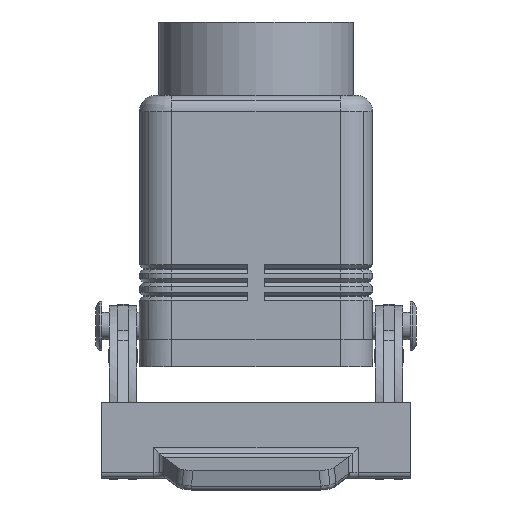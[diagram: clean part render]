
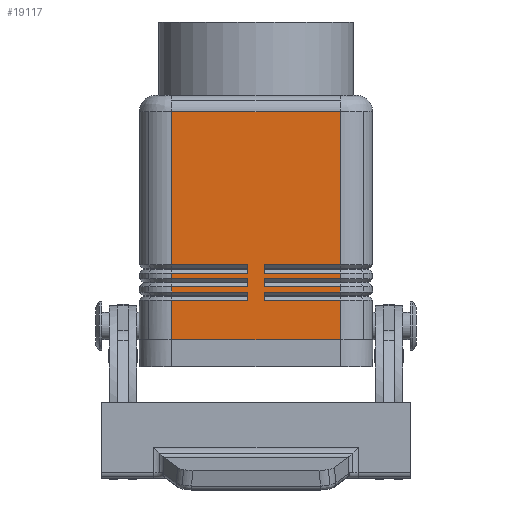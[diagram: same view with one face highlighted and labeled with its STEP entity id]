
A CAD part, left-side view. The second image highlights one B-rep face of the part: STEP entity #19117.
In plain terms, the highlighted planar face has unit normal (-1, 0, 0).
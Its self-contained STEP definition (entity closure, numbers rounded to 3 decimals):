
#1730=CARTESIAN_POINT('',(-46.75,-15.5,12.25));
#1731=VERTEX_POINT('',#1730);
#1958=CARTESIAN_POINT('',(-46.75,-15.5,14.75));
#1959=VERTEX_POINT('',#1958);
#2218=CARTESIAN_POINT('',(-46.75,-15.5,17.25));
#2219=VERTEX_POINT('',#2218);
#2260=CARTESIAN_POINT('',(-46.75,15.5,13.75));
#2261=VERTEX_POINT('',#2260);
#2584=CARTESIAN_POINT('',(-46.75,15.5,16.25));
#2585=VERTEX_POINT('',#2584);
#2768=CARTESIAN_POINT('',(-46.75,15.5,18.75));
#2769=VERTEX_POINT('',#2768);
#9385=CARTESIAN_POINT('',(-46.75,-15.5,5.0));
#9386=VERTEX_POINT('',#9385);
#9394=CARTESIAN_POINT('',(-46.75,15.5,5.0));
#9395=VERTEX_POINT('',#9394);
#9396=CARTESIAN_POINT('',(-46.75,15.5,5.0));
#9397=DIRECTION('',(0.0,-1.0,0.0));
#9398=VECTOR('',#9397,31.);
#9399=LINE('',#9396,#9398);
#9400=EDGE_CURVE('',#9395,#9386,#9399,.T.);
#10377=CARTESIAN_POINT('',(-46.75,15.5,12.25));
#10378=VERTEX_POINT('',#10377);
#10379=CARTESIAN_POINT('',(-46.75,15.5,5.0));
#10380=DIRECTION('',(0.0,0.0,1.0));
#10381=VECTOR('',#10380,7.25);
#10382=LINE('',#10379,#10381);
#10383=EDGE_CURVE('',#9395,#10378,#10382,.T.);
#16749=CARTESIAN_POINT('',(-46.75,-15.5,47.));
#16750=VERTEX_POINT('',#16749);
#16853=CARTESIAN_POINT('',(-46.75,15.5,47.));
#16854=VERTEX_POINT('',#16853);
#16862=CARTESIAN_POINT('',(-46.75,15.5,47.));
#16863=DIRECTION('',(0.0,-1.0,0.0));
#16864=VECTOR('',#16863,31.);
#16865=LINE('',#16862,#16864);
#16866=EDGE_CURVE('',#16854,#16750,#16865,.T.);
#18558=CARTESIAN_POINT('',(-46.75,15.5,17.25));
#18559=VERTEX_POINT('',#18558);
#18566=CARTESIAN_POINT('',(-46.75,1.5,17.25));
#18567=VERTEX_POINT('',#18566);
#18568=CARTESIAN_POINT('',(-46.75,15.5,17.25));
#18569=DIRECTION('',(0.0,-1.0,0.0));
#18570=VECTOR('',#18569,14.);
#18571=LINE('',#18568,#18570);
#18572=EDGE_CURVE('',#18559,#18567,#18571,.T.);
#18796=CARTESIAN_POINT('',(-46.75,1.5,18.75));
#18797=VERTEX_POINT('',#18796);
#18804=CARTESIAN_POINT('',(-46.75,1.5,18.75));
#18805=DIRECTION('',(0.0,1.0,0.0));
#18806=VECTOR('',#18805,14.);
#18807=LINE('',#18804,#18806);
#18808=EDGE_CURVE('',#18797,#2769,#18807,.T.);
#18819=CARTESIAN_POINT('',(-46.75,15.5,14.75));
#18820=VERTEX_POINT('',#18819);
#18852=CARTESIAN_POINT('',(-46.75,1.5,14.75));
#18853=VERTEX_POINT('',#18852);
#18854=CARTESIAN_POINT('',(-46.75,15.5,14.75));
#18855=DIRECTION('',(0.0,-1.0,0.0));
#18856=VECTOR('',#18855,14.);
#18857=LINE('',#18854,#18856);
#18858=EDGE_CURVE('',#18820,#18853,#18857,.T.);
#18948=CARTESIAN_POINT('',(-46.75,0.0,50.));
#18949=DIRECTION('',(-1.0,0.0,0.0));
#18950=DIRECTION('',(0.0,0.0,1.0));
#18951=AXIS2_PLACEMENT_3D('',#18948,#18949,#18950);
#18952=PLANE('',#18951);
#18953=ORIENTED_EDGE('',*,*,#9400,.T.);
#18954=CARTESIAN_POINT('',(-46.75,-15.5,12.25));
#18955=DIRECTION('',(0.0,0.0,-1.0));
#18956=VECTOR('',#18955,7.25);
#18957=LINE('',#18954,#18956);
#18958=EDGE_CURVE('',#1731,#9386,#18957,.T.);
#18959=ORIENTED_EDGE('',*,*,#18958,.F.);
#18960=CARTESIAN_POINT('',(-46.75,-1.5,12.25));
#18961=VERTEX_POINT('',#18960);
#18962=CARTESIAN_POINT('',(-46.75,-1.5,12.25));
#18963=DIRECTION('',(0.0,-1.0,0.0));
#18964=VECTOR('',#18963,14.);
#18965=LINE('',#18962,#18964);
#18966=EDGE_CURVE('',#18961,#1731,#18965,.T.);
#18967=ORIENTED_EDGE('',*,*,#18966,.F.);
#18968=CARTESIAN_POINT('',(-46.75,-1.5,13.75));
#18969=VERTEX_POINT('',#18968);
#18970=CARTESIAN_POINT('',(-46.75,-1.5,13.75));
#18971=DIRECTION('',(0.0,0.0,-1.0));
#18972=VECTOR('',#18971,1.5);
#18973=LINE('',#18970,#18972);
#18974=EDGE_CURVE('',#18969,#18961,#18973,.T.);
#18975=ORIENTED_EDGE('',*,*,#18974,.F.);
#18976=CARTESIAN_POINT('',(-46.75,-15.5,13.75));
#18977=VERTEX_POINT('',#18976);
#18978=CARTESIAN_POINT('',(-46.75,-15.5,13.75));
#18979=DIRECTION('',(0.0,1.0,0.0));
#18980=VECTOR('',#18979,14.);
#18981=LINE('',#18978,#18980);
#18982=EDGE_CURVE('',#18977,#18969,#18981,.T.);
#18983=ORIENTED_EDGE('',*,*,#18982,.F.);
#18984=CARTESIAN_POINT('',(-46.75,-15.5,14.75));
#18985=DIRECTION('',(0.0,0.0,-1.0));
#18986=VECTOR('',#18985,1.);
#18987=LINE('',#18984,#18986);
#18988=EDGE_CURVE('',#1959,#18977,#18987,.T.);
#18989=ORIENTED_EDGE('',*,*,#18988,.F.);
#18990=CARTESIAN_POINT('',(-46.75,-1.5,14.75));
#18991=VERTEX_POINT('',#18990);
#18992=CARTESIAN_POINT('',(-46.75,-1.5,14.75));
#18993=DIRECTION('',(0.0,-1.0,0.0));
#18994=VECTOR('',#18993,14.);
#18995=LINE('',#18992,#18994);
#18996=EDGE_CURVE('',#18991,#1959,#18995,.T.);
#18997=ORIENTED_EDGE('',*,*,#18996,.F.);
#18998=CARTESIAN_POINT('',(-46.75,-1.5,16.25));
#18999=VERTEX_POINT('',#18998);
#19000=CARTESIAN_POINT('',(-46.75,-1.5,16.25));
#19001=DIRECTION('',(0.0,0.0,-1.0));
#19002=VECTOR('',#19001,1.5);
#19003=LINE('',#19000,#19002);
#19004=EDGE_CURVE('',#18999,#18991,#19003,.T.);
#19005=ORIENTED_EDGE('',*,*,#19004,.F.);
#19006=CARTESIAN_POINT('',(-46.75,-15.5,16.25));
#19007=VERTEX_POINT('',#19006);
#19008=CARTESIAN_POINT('',(-46.75,-15.5,16.25));
#19009=DIRECTION('',(0.0,1.0,0.0));
#19010=VECTOR('',#19009,14.);
#19011=LINE('',#19008,#19010);
#19012=EDGE_CURVE('',#19007,#18999,#19011,.T.);
#19013=ORIENTED_EDGE('',*,*,#19012,.F.);
#19014=CARTESIAN_POINT('',(-46.75,-15.5,17.25));
#19015=DIRECTION('',(0.0,0.0,-1.0));
#19016=VECTOR('',#19015,1.);
#19017=LINE('',#19014,#19016);
#19018=EDGE_CURVE('',#2219,#19007,#19017,.T.);
#19019=ORIENTED_EDGE('',*,*,#19018,.F.);
#19020=CARTESIAN_POINT('',(-46.75,-1.5,17.25));
#19021=VERTEX_POINT('',#19020);
#19022=CARTESIAN_POINT('',(-46.75,-1.5,17.25));
#19023=DIRECTION('',(0.0,-1.0,0.0));
#19024=VECTOR('',#19023,14.);
#19025=LINE('',#19022,#19024);
#19026=EDGE_CURVE('',#19021,#2219,#19025,.T.);
#19027=ORIENTED_EDGE('',*,*,#19026,.F.);
#19028=CARTESIAN_POINT('',(-46.75,-1.5,18.75));
#19029=VERTEX_POINT('',#19028);
#19030=CARTESIAN_POINT('',(-46.75,-1.5,18.75));
#19031=DIRECTION('',(0.0,0.0,-1.0));
#19032=VECTOR('',#19031,1.5);
#19033=LINE('',#19030,#19032);
#19034=EDGE_CURVE('',#19029,#19021,#19033,.T.);
#19035=ORIENTED_EDGE('',*,*,#19034,.F.);
#19036=CARTESIAN_POINT('',(-46.75,-15.5,18.75));
#19037=VERTEX_POINT('',#19036);
#19038=CARTESIAN_POINT('',(-46.75,-15.5,18.75));
#19039=DIRECTION('',(0.0,1.0,0.0));
#19040=VECTOR('',#19039,14.);
#19041=LINE('',#19038,#19040);
#19042=EDGE_CURVE('',#19037,#19029,#19041,.T.);
#19043=ORIENTED_EDGE('',*,*,#19042,.F.);
#19044=CARTESIAN_POINT('',(-46.75,-15.5,47.));
#19045=DIRECTION('',(0.0,0.0,-1.0));
#19046=VECTOR('',#19045,28.25);
#19047=LINE('',#19044,#19046);
#19048=EDGE_CURVE('',#16750,#19037,#19047,.T.);
#19049=ORIENTED_EDGE('',*,*,#19048,.F.);
#19050=ORIENTED_EDGE('',*,*,#16866,.F.);
#19051=CARTESIAN_POINT('',(-46.75,15.5,18.75));
#19052=DIRECTION('',(0.0,0.0,1.0));
#19053=VECTOR('',#19052,28.25);
#19054=LINE('',#19051,#19053);
#19055=EDGE_CURVE('',#2769,#16854,#19054,.T.);
#19056=ORIENTED_EDGE('',*,*,#19055,.F.);
#19057=ORIENTED_EDGE('',*,*,#18808,.F.);
#19058=CARTESIAN_POINT('',(-46.75,1.5,17.25));
#19059=DIRECTION('',(0.0,0.0,1.0));
#19060=VECTOR('',#19059,1.5);
#19061=LINE('',#19058,#19060);
#19062=EDGE_CURVE('',#18567,#18797,#19061,.T.);
#19063=ORIENTED_EDGE('',*,*,#19062,.F.);
#19064=ORIENTED_EDGE('',*,*,#18572,.F.);
#19065=CARTESIAN_POINT('',(-46.75,15.5,16.25));
#19066=DIRECTION('',(0.0,0.0,1.0));
#19067=VECTOR('',#19066,1.);
#19068=LINE('',#19065,#19067);
#19069=EDGE_CURVE('',#2585,#18559,#19068,.T.);
#19070=ORIENTED_EDGE('',*,*,#19069,.F.);
#19071=CARTESIAN_POINT('',(-46.75,1.5,16.25));
#19072=VERTEX_POINT('',#19071);
#19073=CARTESIAN_POINT('',(-46.75,1.5,16.25));
#19074=DIRECTION('',(0.0,1.0,0.0));
#19075=VECTOR('',#19074,14.);
#19076=LINE('',#19073,#19075);
#19077=EDGE_CURVE('',#19072,#2585,#19076,.T.);
#19078=ORIENTED_EDGE('',*,*,#19077,.F.);
#19079=CARTESIAN_POINT('',(-46.75,1.5,14.75));
#19080=DIRECTION('',(0.0,0.0,1.0));
#19081=VECTOR('',#19080,1.5);
#19082=LINE('',#19079,#19081);
#19083=EDGE_CURVE('',#18853,#19072,#19082,.T.);
#19084=ORIENTED_EDGE('',*,*,#19083,.F.);
#19085=ORIENTED_EDGE('',*,*,#18858,.F.);
#19086=CARTESIAN_POINT('',(-46.75,15.5,13.75));
#19087=DIRECTION('',(0.0,0.0,1.0));
#19088=VECTOR('',#19087,1.);
#19089=LINE('',#19086,#19088);
#19090=EDGE_CURVE('',#2261,#18820,#19089,.T.);
#19091=ORIENTED_EDGE('',*,*,#19090,.F.);
#19092=CARTESIAN_POINT('',(-46.75,1.5,13.75));
#19093=VERTEX_POINT('',#19092);
#19094=CARTESIAN_POINT('',(-46.75,1.5,13.75));
#19095=DIRECTION('',(0.0,1.0,0.0));
#19096=VECTOR('',#19095,14.);
#19097=LINE('',#19094,#19096);
#19098=EDGE_CURVE('',#19093,#2261,#19097,.T.);
#19099=ORIENTED_EDGE('',*,*,#19098,.F.);
#19100=CARTESIAN_POINT('',(-46.75,1.5,12.25));
#19101=VERTEX_POINT('',#19100);
#19102=CARTESIAN_POINT('',(-46.75,1.5,12.25));
#19103=DIRECTION('',(0.0,0.0,1.0));
#19104=VECTOR('',#19103,1.5);
#19105=LINE('',#19102,#19104);
#19106=EDGE_CURVE('',#19101,#19093,#19105,.T.);
#19107=ORIENTED_EDGE('',*,*,#19106,.F.);
#19108=CARTESIAN_POINT('',(-46.75,15.5,12.25));
#19109=DIRECTION('',(0.0,-1.0,0.0));
#19110=VECTOR('',#19109,14.);
#19111=LINE('',#19108,#19110);
#19112=EDGE_CURVE('',#10378,#19101,#19111,.T.);
#19113=ORIENTED_EDGE('',*,*,#19112,.F.);
#19114=ORIENTED_EDGE('',*,*,#10383,.F.);
#19115=EDGE_LOOP('',(#18953,#18959,#18967,#18975,#18983,#18989,#18997,#19005,#19013,#19019,#19027,#19035,#19043,#19049,#19050,#19056,#19057,#19063,#19064,#19070,#19078,#19084,#19085,#19091,#19099,#19107,#19113,#19114));
#19116=FACE_OUTER_BOUND('',#19115,.T.);
#19117=ADVANCED_FACE('',(#19116),#18952,.T.);
